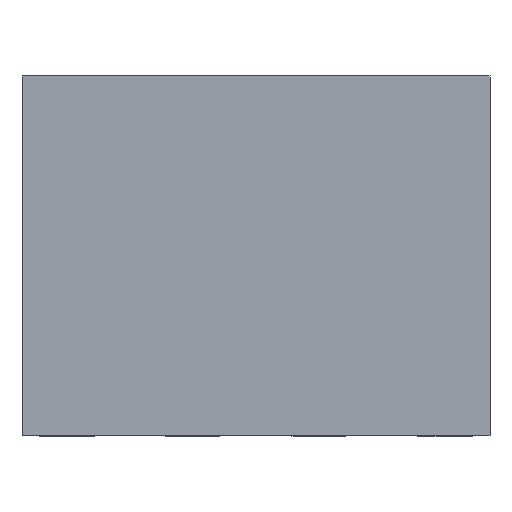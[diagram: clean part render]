
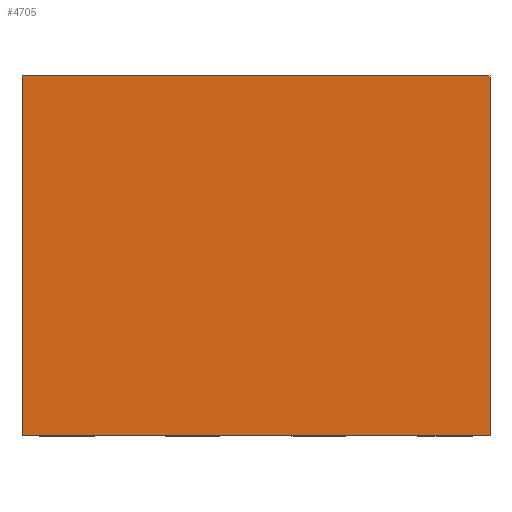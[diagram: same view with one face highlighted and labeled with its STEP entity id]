
A CAD part, left-side view. The second image highlights one B-rep face of the part: STEP entity #4705.
In plain terms, the highlighted planar face has unit normal (-1, 0, 0).
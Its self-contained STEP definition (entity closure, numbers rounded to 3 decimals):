
#986=ORIENTED_EDGE('',*,*,#2027,.T.);
#987=ORIENTED_EDGE('',*,*,#2023,.T.);
#988=ORIENTED_EDGE('',*,*,#2014,.T.);
#989=ORIENTED_EDGE('',*,*,#2019,.T.);
#2014=EDGE_CURVE('',#2597,#2596,#3082,.T.);
#2019=EDGE_CURVE('',#2596,#2599,#3087,.T.);
#2023=EDGE_CURVE('',#2600,#2597,#3091,.T.);
#2027=EDGE_CURVE('',#2599,#2600,#3095,.T.);
#2596=VERTEX_POINT('',#8279);
#2597=VERTEX_POINT('',#8281);
#2599=VERTEX_POINT('',#8288);
#2600=VERTEX_POINT('',#8295);
#3082=LINE('',#8280,#3610);
#3087=LINE('',#8289,#3615);
#3091=LINE('',#8294,#3619);
#3095=LINE('',#8302,#3623);
#3610=VECTOR('',#6877,1000.);
#3615=VECTOR('',#6884,1000.);
#3619=VECTOR('',#6890,1000.);
#3623=VECTOR('',#6898,1000.);
#4013=EDGE_LOOP('',(#986,#987,#988,#989));
#4279=FACE_BOUND('',#4013,.T.);
#4493=PLANE('',#5998);
#4705=ADVANCED_FACE('',(#4279),#4493,.T.);
#5998=AXIS2_PLACEMENT_3D('',#8303,#6899,#6900);
#6877=DIRECTION('',(0.,0.,1.));
#6884=DIRECTION('',(0.,1.,0.));
#6890=DIRECTION('',(0.,-1.,0.));
#6898=DIRECTION('',(0.,0.,-1.));
#6899=DIRECTION('',(-1.,0.,0.));
#6900=DIRECTION('',(0.,-1.,0.));
#8279=CARTESIAN_POINT('',(-0.3,-0.65,0.5));
#8280=CARTESIAN_POINT('',(-0.3,-0.65,-0.5));
#8281=CARTESIAN_POINT('',(-0.3,-0.65,-0.5));
#8288=CARTESIAN_POINT('',(-0.3,0.65,0.5));
#8289=CARTESIAN_POINT('',(-0.3,-0.65,0.5));
#8294=CARTESIAN_POINT('',(-0.3,0.65,-0.5));
#8295=CARTESIAN_POINT('',(-0.3,0.65,-0.5));
#8302=CARTESIAN_POINT('',(-0.3,0.65,0.5));
#8303=CARTESIAN_POINT('',(-0.3,0.,0.));
